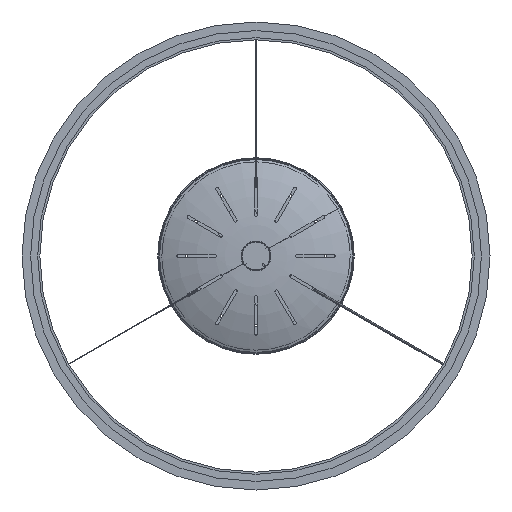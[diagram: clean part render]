
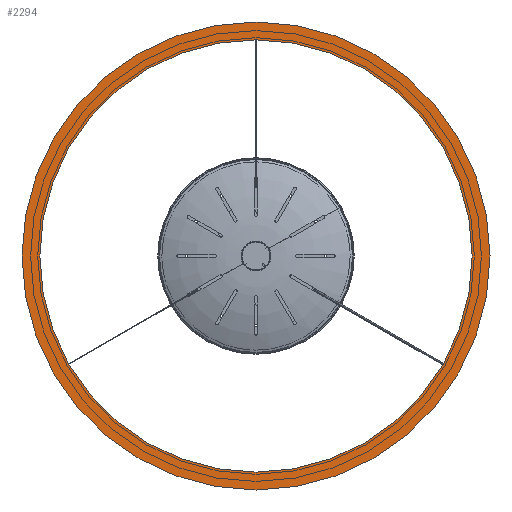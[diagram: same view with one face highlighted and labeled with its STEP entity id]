
A CAD part, front view. The second image highlights one B-rep face of the part: STEP entity #2294.
In plain terms, the highlighted planar face has unit normal (0, -1, 0).
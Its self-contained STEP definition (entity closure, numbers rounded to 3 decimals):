
#338 = CIRCLE ( 'NONE', #575, 327.5 ) ;
#575 = AXIS2_PLACEMENT_3D ( 'NONE', #1911, #3614, #819 ) ;
#658 = EDGE_LOOP ( 'NONE', ( #4650, #3432 ) ) ;
#659 = CIRCLE ( 'NONE', #2450, 327.5 ) ;
#819 = DIRECTION ( 'NONE',  ( -1., 0., 0. ) ) ;
#976 = DIRECTION ( 'NONE',  ( -1., 0., 0. ) ) ;
#1122 = DIRECTION ( 'NONE',  ( -1., 0., 0. ) ) ;
#1581 = CARTESIAN_POINT ( 'NONE',  ( 302.5, -700., 0. ) ) ;
#1911 = CARTESIAN_POINT ( 'NONE',  ( 0., -700., 0. ) ) ;
#1924 = VERTEX_POINT ( 'NONE', #2340 ) ;
#1967 = EDGE_LOOP ( 'NONE', ( #5884, #7285 ) ) ;
#2294 = ADVANCED_FACE ( 'NONE', ( #3990, #6663 ), #6215, .F. ) ;
#2340 = CARTESIAN_POINT ( 'NONE',  ( 327.5, -700., 0. ) ) ;
#2359 = CARTESIAN_POINT ( 'NONE',  ( 0., -700., 0. ) ) ;
#2363 = CARTESIAN_POINT ( 'NONE',  ( -327.5, -700., 0. ) ) ;
#2450 = AXIS2_PLACEMENT_3D ( 'NONE', #6419, #6309, #4120 ) ;
#2731 = DIRECTION ( 'NONE',  ( 0., 1., 0. ) ) ;
#2928 = AXIS2_PLACEMENT_3D ( 'NONE', #2359, #4975, #976 ) ;
#3032 = AXIS2_PLACEMENT_3D ( 'NONE', #7132, #5492, #7213 ) ;
#3191 = EDGE_CURVE ( 'NONE', #3484, #1924, #659, .T. ) ;
#3347 = CARTESIAN_POINT ( 'NONE',  ( 302.5, -700., 0. ) ) ;
#3432 = ORIENTED_EDGE ( 'NONE', *, *, #5859, .T. ) ;
#3484 = VERTEX_POINT ( 'NONE', #2363 ) ;
#3614 = DIRECTION ( 'NONE',  ( 0., 1., 0. ) ) ;
#3990 = FACE_OUTER_BOUND ( 'NONE', #1967, .T. ) ;
#4120 = DIRECTION ( 'NONE',  ( -1., 0., 0. ) ) ;
#4650 = ORIENTED_EDGE ( 'NONE', *, *, #4825, .T. ) ;
#4825 = EDGE_CURVE ( 'NONE', #5317, #7215, #6233, .T. ) ;
#4975 = DIRECTION ( 'NONE',  ( 0., 1., 0. ) ) ;
#5285 = CIRCLE ( 'NONE', #2928, 302.5 ) ;
#5317 = VERTEX_POINT ( 'NONE', #6195 ) ;
#5492 = DIRECTION ( 'NONE',  ( 0., 1., 0. ) ) ;
#5859 = EDGE_CURVE ( 'NONE', #7215, #5317, #5285, .T. ) ;
#5884 = ORIENTED_EDGE ( 'NONE', *, *, #3191, .F. ) ;
#6102 = AXIS2_PLACEMENT_3D ( 'NONE', #1581, #2731, #1122 ) ;
#6195 = CARTESIAN_POINT ( 'NONE',  ( -302.5, -700., 0. ) ) ;
#6215 = PLANE ( 'NONE',  #6102 ) ;
#6233 = CIRCLE ( 'NONE', #3032, 302.5 ) ;
#6309 = DIRECTION ( 'NONE',  ( 0., 1., 0. ) ) ;
#6419 = CARTESIAN_POINT ( 'NONE',  ( 0., -700., 0. ) ) ;
#6663 = FACE_BOUND ( 'NONE', #658, .T. ) ;
#7100 = EDGE_CURVE ( 'NONE', #1924, #3484, #338, .T. ) ;
#7132 = CARTESIAN_POINT ( 'NONE',  ( 0., -700., 0. ) ) ;
#7213 = DIRECTION ( 'NONE',  ( -1., 0., 0. ) ) ;
#7215 = VERTEX_POINT ( 'NONE', #3347 ) ;
#7285 = ORIENTED_EDGE ( 'NONE', *, *, #7100, .F. ) ;
